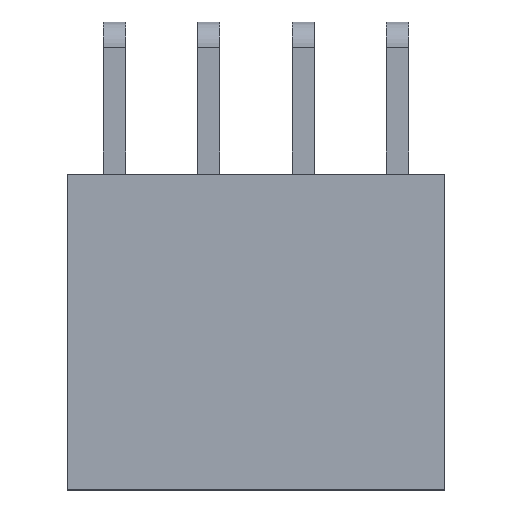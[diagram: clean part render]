
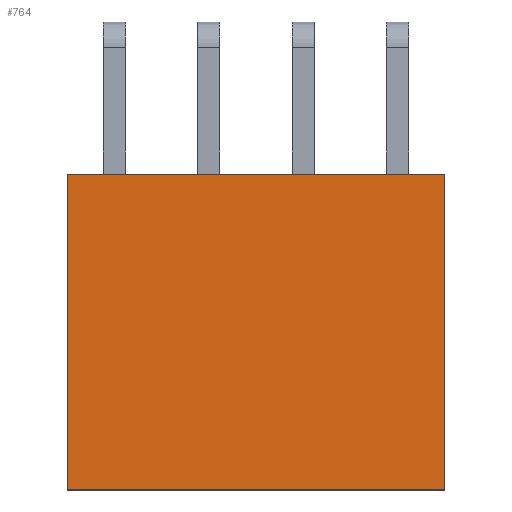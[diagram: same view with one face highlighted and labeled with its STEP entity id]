
A CAD part, top view. The second image highlights one B-rep face of the part: STEP entity #764.
In plain terms, the highlighted planar face has unit normal (0, 0, 1).
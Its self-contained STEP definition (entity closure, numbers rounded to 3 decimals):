
#764=ADVANCED_FACE('',(#4904),#4906,.T.);
#4904=FACE_BOUND('',#4905,.T.);
#4905=EDGE_LOOP('',(#8233,#8234,#8235,#8236));
#4906=PLANE('',#4907);
#4907=AXIS2_PLACEMENT_3D('',#4908,#4909,#4910);
#4908=CARTESIAN_POINT('',(1.27,-1.36,5.08));
#4909=DIRECTION('',(0.,0.,1.));
#4910=DIRECTION('',(-1.,0.,0.));
#8233=ORIENTED_EDGE('',*,*,#10481,.T.);
#8234=ORIENTED_EDGE('',*,*,#10651,.F.);
#8235=ORIENTED_EDGE('',*,*,#10488,.F.);
#8236=ORIENTED_EDGE('',*,*,#10684,.T.);
#10481=EDGE_CURVE('',#11941,#11939,#11942,.T.);
#10488=EDGE_CURVE('',#11951,#11953,#11954,.T.);
#10651=EDGE_CURVE('',#11953,#11939,#12243,.T.);
#10684=EDGE_CURVE('',#11951,#11941,#12308,.T.);
#11939=VERTEX_POINT('',#14489);
#11941=VERTEX_POINT('',#14493);
#11942=LINE('',#14494,#14495);
#11951=VERTEX_POINT('',#14515);
#11953=VERTEX_POINT('',#14519);
#11954=LINE('',#14520,#14521);
#12243=LINE('',#15155,#15156);
#12308=LINE('',#15286,#15287);
#14489=CARTESIAN_POINT('',(-1.27,-9.86,5.08));
#14493=CARTESIAN_POINT('',(-1.27,-1.36,5.08));
#14494=CARTESIAN_POINT('',(-1.27,-1.36,5.08));
#14495=VECTOR('',#14496,1.);
#14496=DIRECTION('',(0.,-1.,0.));
#14515=CARTESIAN_POINT('',(8.89,-1.36,5.08));
#14519=CARTESIAN_POINT('',(8.89,-9.86,5.08));
#14520=CARTESIAN_POINT('',(8.89,-1.36,5.08));
#14521=VECTOR('',#14522,1.);
#14522=DIRECTION('',(0.,-1.,0.));
#15155=CARTESIAN_POINT('',(8.89,-9.86,5.08));
#15156=VECTOR('',#15157,1.);
#15157=DIRECTION('',(-1.,0.,0.));
#15286=CARTESIAN_POINT('',(8.89,-1.36,5.08));
#15287=VECTOR('',#15288,1.);
#15288=DIRECTION('',(-1.,0.,0.));
